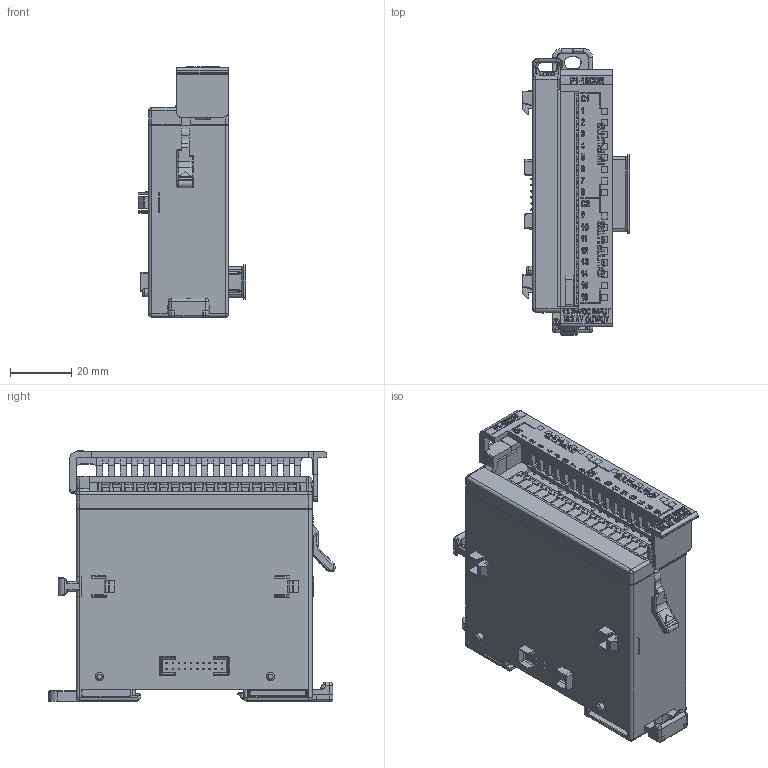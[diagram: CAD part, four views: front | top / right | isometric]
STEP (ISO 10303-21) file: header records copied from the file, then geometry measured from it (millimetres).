
FILE_DESCRIPTION (( 'STEP AP214' ), '1' );
FILE_NAME ('P1-16CDR Red 1 w latch ext comb coord B fXT r1b.STEP', '2020-05-26T14:40:47', ( '' ), ( '' ), 'SwSTEP 2.0', 'SolidWorks 2017', '' );
FILE_SCHEMA (( 'AUTOMOTIVE_DESIGN' ));
Length unit declared in the file: inch
Products named in the file (1): P1-16CDR Red 1 w latch ext comb coord  B fXT r1b
Bounding box: 35.28 x 93.73 x 81.77 mm (x, y, z)
Volume: 134556.8 mm3; surface area: 43532.8 mm2
Topology: 9 solids, 9 shells, 5643 faces, 15076 edges, 9627 vertices
Faces by surface type: plane 3882, cylinder 868, bspline 798, cone 68, torus 20, sphere 7
Entity records: 215999 total; most frequent: CARTESIAN_POINT 68634, ORIENTED_EDGE 30078, DIRECTION 24206, EDGE_CURVE 15039, VECTOR 11334, LINE 11334, VERTEX_POINT 9625, AXIS2_PLACEMENT_3D 6436
